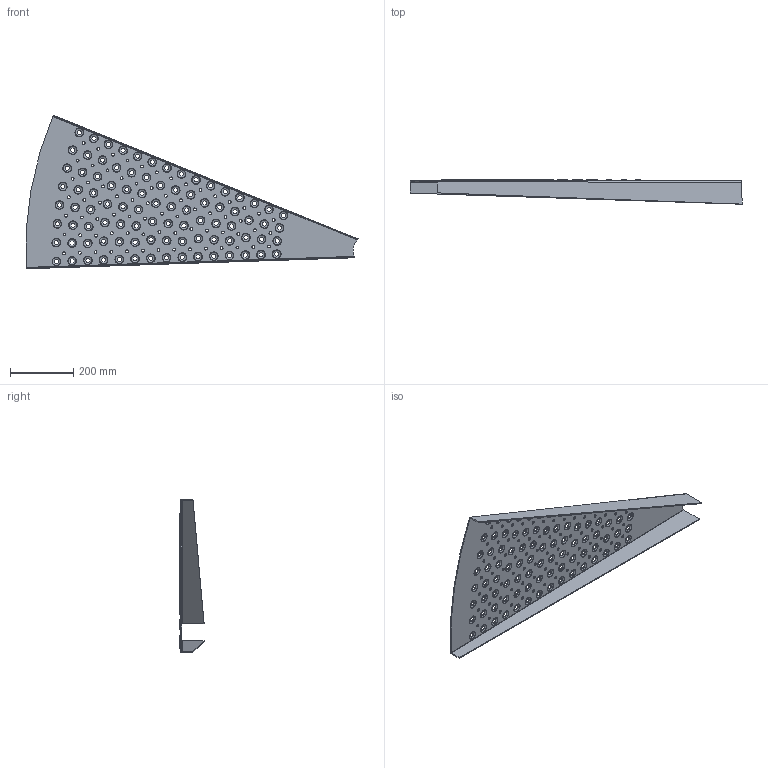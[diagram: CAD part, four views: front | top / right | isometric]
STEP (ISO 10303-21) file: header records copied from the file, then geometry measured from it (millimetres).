
FILE_DESCRIPTION (( 'STEP AP203' ), '1' );
FILE_NAME ('24138_24.0221_SPINDELTRIN_TYPE_K_1100mm_V=24.STEP', '2011-10-11T11:46:25', ( 'JKJ' ), ( '' ), 'SwSTEP 2.0', 'SolidWorks 2011', '' );
FILE_SCHEMA (( 'CONFIG_CONTROL_DESIGN' ));
Length unit declared in the file: millimetre
Products named in the file (1): 24138_24.0221_SPINDELTRIN_TYPE_K_1100mm_V=24
Bounding box: 1053.81 x 76.29 x 487.57 mm (x, y, z)
Volume: 1152567.8 mm3; surface area: 795611.7 mm2
Topology: 1 solids, 1 shells, 1068 faces, 3122 edges, 2056 vertices
Faces by surface type: cone 540, torus 360, cylinder 148, plane 16, bspline 4
Entity records: 37755 total; most frequent: DIRECTION 7632, CARTESIAN_POINT 6411, ORIENTED_EDGE 6244, AXIS2_PLACEMENT_3D 3461, EDGE_CURVE 3122, CIRCLE 2396, VERTEX_POINT 2056, EDGE_LOOP 1390
